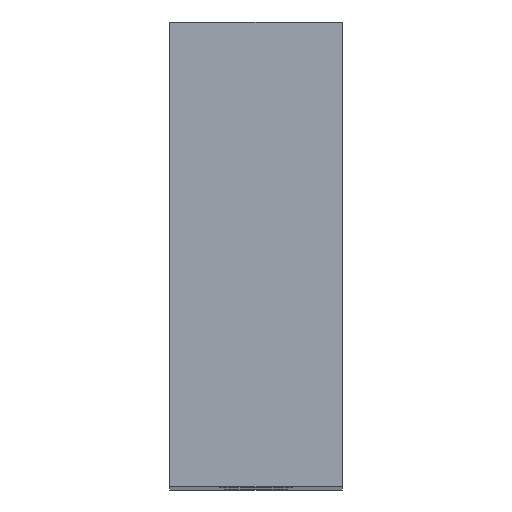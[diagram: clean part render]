
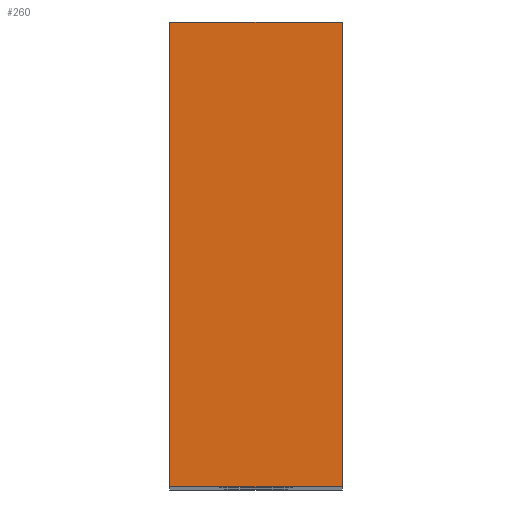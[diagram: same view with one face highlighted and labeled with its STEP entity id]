
A CAD part, top view. The second image highlights one B-rep face of the part: STEP entity #260.
In plain terms, the highlighted planar face has unit normal (0, 0, 1).
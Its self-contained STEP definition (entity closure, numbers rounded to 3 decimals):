
#29=PLANE('',#297);
#42=FACE_OUTER_BOUND('',#60,.T.);
#60=EDGE_LOOP('',(#221,#222,#223,#224));
#86=LINE('',#429,#109);
#87=LINE('',#432,#110);
#88=LINE('',#434,#111);
#89=LINE('',#435,#112);
#109=VECTOR('',#358,10.);
#110=VECTOR('',#361,10.);
#111=VECTOR('',#362,10.);
#112=VECTOR('',#363,10.);
#143=VERTEX_POINT('',#425);
#144=VERTEX_POINT('',#427);
#145=VERTEX_POINT('',#431);
#146=VERTEX_POINT('',#433);
#174=EDGE_CURVE('',#143,#144,#86,.T.);
#175=EDGE_CURVE('',#145,#143,#87,.T.);
#176=EDGE_CURVE('',#146,#144,#88,.T.);
#177=EDGE_CURVE('',#145,#146,#89,.T.);
#221=ORIENTED_EDGE('',*,*,#175,.T.);
#222=ORIENTED_EDGE('',*,*,#174,.T.);
#223=ORIENTED_EDGE('',*,*,#176,.F.);
#224=ORIENTED_EDGE('',*,*,#177,.F.);
#260=ADVANCED_FACE('',(#42),#29,.T.);
#297=AXIS2_PLACEMENT_3D('',#430,#359,#360);
#358=DIRECTION('',(1.,0.,0.));
#359=DIRECTION('center_axis',(0.,0.,1.));
#360=DIRECTION('ref_axis',(0.,-1.,0.));
#361=DIRECTION('',(0.,-1.,0.));
#362=DIRECTION('',(0.,-1.,0.));
#363=DIRECTION('',(1.,0.,0.));
#425=CARTESIAN_POINT('',(28.199,-67.,180.));
#427=CARTESIAN_POINT('',(38.199,-67.,180.));
#429=CARTESIAN_POINT('',(28.199,-67.,180.));
#430=CARTESIAN_POINT('Origin',(28.199,-40.,180.));
#431=CARTESIAN_POINT('',(28.199,-40.,180.));
#432=CARTESIAN_POINT('',(28.199,-40.,180.));
#433=CARTESIAN_POINT('',(38.199,-40.,180.));
#434=CARTESIAN_POINT('',(38.199,-40.,180.));
#435=CARTESIAN_POINT('',(28.199,-40.,180.));
